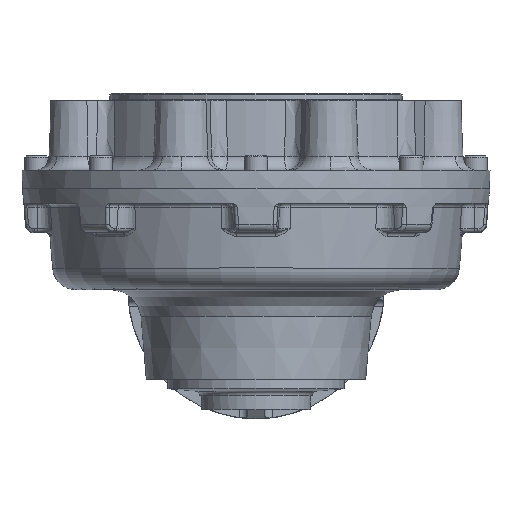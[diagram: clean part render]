
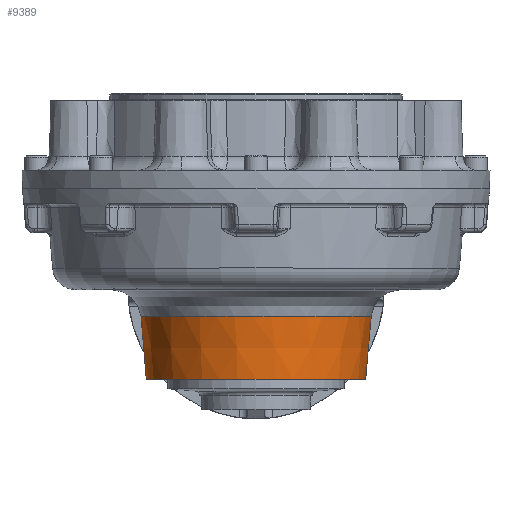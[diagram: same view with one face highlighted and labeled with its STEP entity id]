
A CAD part, top view. The second image highlights one B-rep face of the part: STEP entity #9389.
In plain terms, the highlighted conical face has half-angle 5 degrees and reference radius 80.363 mm.
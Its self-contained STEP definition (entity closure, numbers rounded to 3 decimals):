
#368=B_SPLINE_CURVE_WITH_KNOTS('',3,(#24281,#24282,#24283,#24284,#24285,
#24286,#24287,#24288,#24289,#24290,#24291,#24292,#24293,#24294,#24295,#24296,
#24297,#24298,#24299,#24300,#24301),.UNSPECIFIED.,.F.,.F.,(4,1,1,1,1,1,
1,1,1,1,1,1,1,1,1,1,1,1,4),(0.,0.125,0.188,0.25,0.313,0.375,0.438,0.469,
0.5,0.531,0.563,0.625,0.688,0.719,0.75,0.781,0.813,0.875,1.),
 .UNSPECIFIED.);
#375=B_SPLINE_CURVE_WITH_KNOTS('',3,(#24706,#24707,#24708,#24709,#24710,
#24711,#24712,#24713,#24714,#24715,#24716,#24717,#24718,#24719,#24720,#24721,
#24722,#24723,#24724),.UNSPECIFIED.,.F.,.F.,(4,1,1,1,1,1,1,1,1,1,1,1,1,
1,1,1,4),(0.,0.063,0.125,0.188,0.25,0.313,0.375,0.438,0.5,0.563,0.625,
0.688,0.75,0.813,0.875,0.938,1.),.UNSPECIFIED.);
#379=B_SPLINE_CURVE_WITH_KNOTS('',3,(#24879,#24880,#24881,#24882,#24883,
#24884,#24885,#24886,#24887,#24888,#24889,#24890,#24891,#24892,#24893,#24894,
#24895,#24896,#24897,#24898,#24899),.UNSPECIFIED.,.F.,.F.,(4,1,1,1,1,1,
1,1,1,1,1,1,1,1,1,1,1,1,4),(0.,0.125,0.188,0.219,0.25,0.281,0.313,
0.375,0.438,0.469,0.5,0.531,0.563,0.625,0.688,0.75,0.813,0.875,
1.),.UNSPECIFIED.);
#3956=ORIENTED_EDGE('',*,*,#5465,.T.);
#3957=ORIENTED_EDGE('',*,*,#5470,.T.);
#3958=ORIENTED_EDGE('',*,*,#5453,.T.);
#3959=ORIENTED_EDGE('',*,*,#5457,.T.);
#5453=EDGE_CURVE('',#6514,#6515,#7216,.T.);
#5457=EDGE_CURVE('',#6515,#6518,#368,.T.);
#5465=EDGE_CURVE('',#6518,#6522,#375,.T.);
#5470=EDGE_CURVE('',#6522,#6514,#379,.T.);
#6514=VERTEX_POINT('',#24135);
#6515=VERTEX_POINT('',#24136);
#6518=VERTEX_POINT('',#24280);
#6522=VERTEX_POINT('',#24705);
#7216=CIRCLE('',#13736,75.);
#7944=EDGE_LOOP('',(#3956,#3957,#3958,#3959));
#8678=FACE_BOUND('',#7944,.T.);
#8885=CONICAL_SURFACE('',#13831,80.363,0.087);
#9389=ADVANCED_FACE('',(#8678),#8885,.T.);
#13736=AXIS2_PLACEMENT_3D('',#24134,#16047,#16048);
#13831=AXIS2_PLACEMENT_3D('',#25687,#16277,#16278);
#16047=DIRECTION('',(0.,1.,0.));
#16048=DIRECTION('',(1.,0.,0.));
#16277=DIRECTION('',(0.,1.,0.));
#16278=DIRECTION('',(-1.,0.,0.));
#24134=CARTESIAN_POINT('',(0.,-61.,0.675));
#24135=CARTESIAN_POINT('',(-40.476,-61.,-62.466));
#24136=CARTESIAN_POINT('',(40.476,-61.,-62.466));
#24280=CARTESIAN_POINT('',(62.706,-17.957,-46.99));
#24281=CARTESIAN_POINT('',(40.476,-61.,-62.466));
#24282=CARTESIAN_POINT('',(41.868,-59.575,-61.721));
#24283=CARTESIAN_POINT('',(43.876,-57.345,-60.577));
#24284=CARTESIAN_POINT('',(46.383,-54.202,-59.031));
#24285=CARTESIAN_POINT('',(48.204,-51.728,-57.85));
#24286=CARTESIAN_POINT('',(49.879,-49.264,-56.714));
#24287=CARTESIAN_POINT('',(51.472,-46.731,-55.589));
#24288=CARTESIAN_POINT('',(52.718,-44.584,-54.678));
#24289=CARTESIAN_POINT('',(53.676,-42.83,-53.961));
#24290=CARTESIAN_POINT('',(54.359,-41.528,-53.443));
#24291=CARTESIAN_POINT('',(55.071,-40.115,-52.896));
#24292=CARTESIAN_POINT('',(55.964,-38.26,-52.201));
#24293=CARTESIAN_POINT('',(57.021,-35.914,-51.367));
#24294=CARTESIAN_POINT('',(57.987,-33.563,-50.596));
#24295=CARTESIAN_POINT('',(58.718,-31.654,-50.011));
#24296=CARTESIAN_POINT('',(59.226,-30.262,-49.605));
#24297=CARTESIAN_POINT('',(59.769,-28.694,-49.172));
#24298=CARTESIAN_POINT('',(60.433,-26.663,-48.648));
#24299=CARTESIAN_POINT('',(61.509,-23.077,-47.815));
#24300=CARTESIAN_POINT('',(62.267,-20.008,-47.272));
#24301=CARTESIAN_POINT('',(62.706,-17.957,-46.99));
#24705=CARTESIAN_POINT('',(-62.706,-17.957,-46.99));
#24706=CARTESIAN_POINT('',(62.706,-17.957,-46.99));
#24707=CARTESIAN_POINT('',(67.117,-17.957,-41.188));
#24708=CARTESIAN_POINT('',(74.316,-17.957,-28.352));
#24709=CARTESIAN_POINT('',(79.426,-17.957,-6.875));
#24710=CARTESIAN_POINT('',(78.454,-17.957,15.18));
#24711=CARTESIAN_POINT('',(71.476,-17.957,36.125));
#24712=CARTESIAN_POINT('',(59.025,-17.957,54.355));
#24713=CARTESIAN_POINT('',(42.054,-17.957,68.475));
#24714=CARTESIAN_POINT('',(21.864,-17.957,77.405));
#24715=CARTESIAN_POINT('',(0.,-17.957,80.459));
#24716=CARTESIAN_POINT('',(-21.864,-17.957,77.405));
#24717=CARTESIAN_POINT('',(-42.054,-17.957,68.475));
#24718=CARTESIAN_POINT('',(-59.025,-17.957,54.355));
#24719=CARTESIAN_POINT('',(-71.476,-17.957,36.125));
#24720=CARTESIAN_POINT('',(-78.454,-17.957,15.18));
#24721=CARTESIAN_POINT('',(-79.426,-17.957,-6.875));
#24722=CARTESIAN_POINT('',(-74.316,-17.957,-28.352));
#24723=CARTESIAN_POINT('',(-67.117,-17.957,-41.188));
#24724=CARTESIAN_POINT('',(-62.706,-17.957,-46.99));
#24879=CARTESIAN_POINT('',(-62.706,-17.957,-46.99));
#24880=CARTESIAN_POINT('',(-62.268,-20.005,-47.271));
#24881=CARTESIAN_POINT('',(-61.51,-23.071,-47.813));
#24882=CARTESIAN_POINT('',(-60.437,-26.652,-48.645));
#24883=CARTESIAN_POINT('',(-59.773,-28.681,-49.169));
#24884=CARTESIAN_POINT('',(-59.231,-30.247,-49.601));
#24885=CARTESIAN_POINT('',(-58.724,-31.638,-50.006));
#24886=CARTESIAN_POINT('',(-57.994,-33.546,-50.59));
#24887=CARTESIAN_POINT('',(-57.029,-35.896,-51.361));
#24888=CARTESIAN_POINT('',(-55.973,-38.24,-52.194));
#24889=CARTESIAN_POINT('',(-55.081,-40.094,-52.888));
#24890=CARTESIAN_POINT('',(-54.371,-41.506,-53.434));
#24891=CARTESIAN_POINT('',(-53.686,-42.811,-53.954));
#24892=CARTESIAN_POINT('',(-52.727,-44.567,-54.671));
#24893=CARTESIAN_POINT('',(-51.48,-46.717,-55.584));
#24894=CARTESIAN_POINT('',(-49.885,-49.255,-56.709));
#24895=CARTESIAN_POINT('',(-48.207,-51.723,-57.848));
#24896=CARTESIAN_POINT('',(-46.386,-54.198,-59.029));
#24897=CARTESIAN_POINT('',(-43.877,-57.343,-60.576));
#24898=CARTESIAN_POINT('',(-41.869,-59.574,-61.72));
#24899=CARTESIAN_POINT('',(-40.476,-61.,-62.466));
#25687=CARTESIAN_POINT('',(0.,0.3,0.675));
